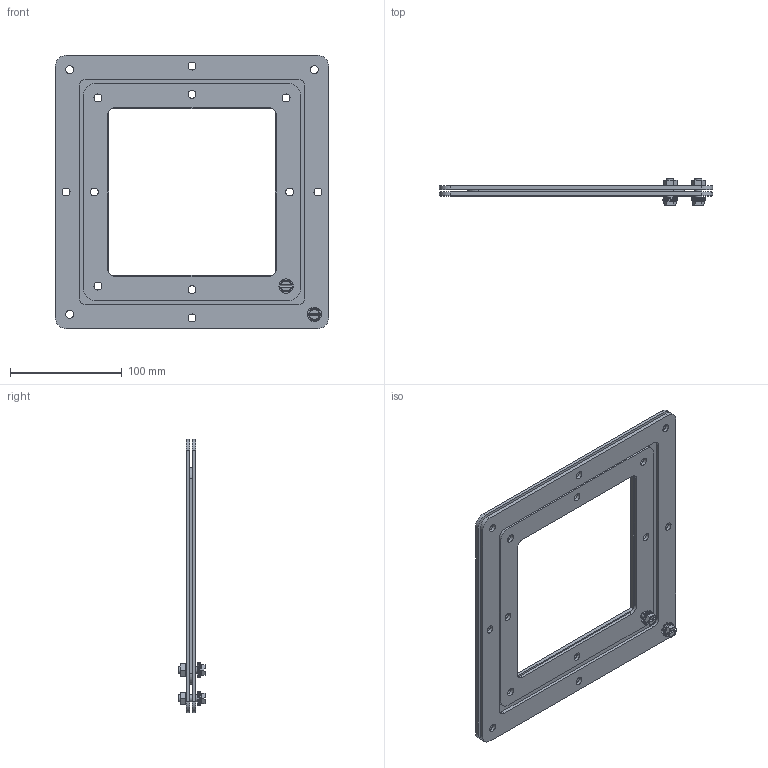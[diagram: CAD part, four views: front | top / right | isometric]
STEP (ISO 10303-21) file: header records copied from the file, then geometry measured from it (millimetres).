
FILE_DESCRIPTION (( 'STEP AP203' ), '1' );
FILE_NAME ('1487ERCDSS.step', '2020-11-17T21:16:21', ( 'ADC123' ), ( 'Microsoft' ), 'SwSTEP 2.0', 'SolidWorks 2019', '' );
FILE_SCHEMA (( 'CONFIG_CONTROL_DESIGN' ));
Length unit declared in the file: inch
Products named in the file (1): 1487ERCDSS
Bounding box: 244.47 x 24.65 x 244.47 mm (x, y, z)
Volume: 225546 mm3; surface area: 160251.3 mm2
Topology: 9 solids, 9 shells, 256 faces, 686 edges, 452 vertices
Faces by surface type: plane 144, cylinder 96, bspline 16
Full cylindrical faces by diameter (mm): 4.976 x2, 6.35 x2, 6.553 x2, 7.137 x32, 12.7 x2
Entity records: 8321 total; most frequent: CARTESIAN_POINT 1887, ORIENTED_EDGE 1292, DIRECTION 1236, EDGE_CURVE 646, VERTEX_POINT 452, VECTOR 418, LINE 418, AXIS2_PLACEMENT_3D 409
